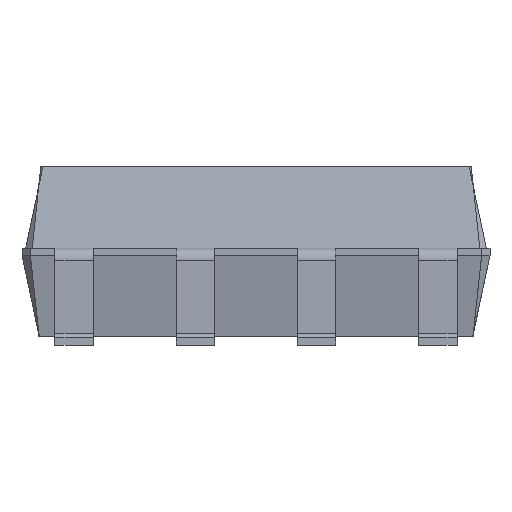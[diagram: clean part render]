
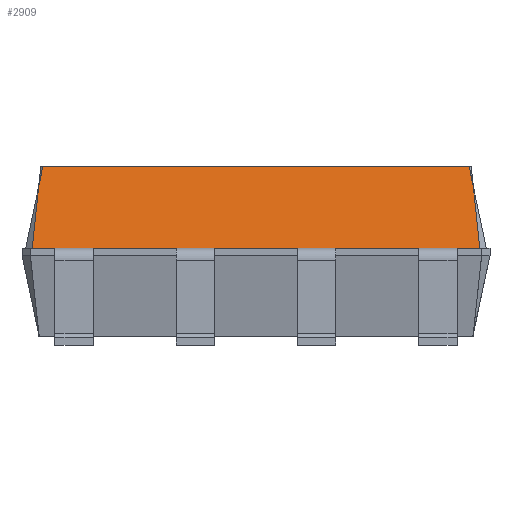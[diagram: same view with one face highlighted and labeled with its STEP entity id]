
A CAD part, left-side view. The second image highlights one B-rep face of the part: STEP entity #2909.
In plain terms, the highlighted free-form (B-spline) face has degree [1, 1] with [2, 2] control points.
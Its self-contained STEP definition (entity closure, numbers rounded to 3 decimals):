
#1970 = VERTEX_POINT('',#1971);
#1971 = CARTESIAN_POINT('',(-2.914,4.507,3.73));
#1977 = EDGE_CURVE('',#1978,#1970,#1980,.T.);
#1978 = VERTEX_POINT('',#1979);
#1979 = CARTESIAN_POINT('',(-2.914,-4.507,3.73));
#1980 = LINE('',#1981,#1982);
#1981 = CARTESIAN_POINT('',(-2.914,-4.507,3.73));
#1982 = VECTOR('',#1983,1.);
#1983 = DIRECTION('',(0.,1.,0.));
#2891 = VERTEX_POINT('',#2892);
#2892 = CARTESIAN_POINT('',(-3.275,4.688,2.03));
#2900 = EDGE_CURVE('',#2891,#1970,#2901,.T.);
#2901 = B_SPLINE_CURVE_WITH_KNOTS('',1,(#2902,#2903),.UNSPECIFIED.,.F.,
.F.,(2,2),(0.,1.),.PIECEWISE_BEZIER_KNOTS.);
#2902 = CARTESIAN_POINT('',(-3.275,4.688,2.03));
#2903 = CARTESIAN_POINT('',(-2.914,4.507,3.73));
#2909 = ADVANCED_FACE('',(#2910),#2991,.F.);
#2910 = FACE_BOUND('',#2911,.F.);
#2911 = EDGE_LOOP('',(#2912,#2922,#2930,#2938,#2946,#2954,#2962,#2970,
#2978,#2984,#2985,#2986));
#2912 = ORIENTED_EDGE('',*,*,#2913,.T.);
#2913 = EDGE_CURVE('',#2914,#2916,#2918,.T.);
#2914 = VERTEX_POINT('',#2915);
#2915 = CARTESIAN_POINT('',(-3.275,-4.688,2.03));
#2916 = VERTEX_POINT('',#2917);
#2917 = CARTESIAN_POINT('',(-3.275,-4.21,2.03));
#2918 = LINE('',#2919,#2920);
#2919 = CARTESIAN_POINT('',(-3.275,-4.688,2.03));
#2920 = VECTOR('',#2921,1.);
#2921 = DIRECTION('',(0.,1.,0.));
#2922 = ORIENTED_EDGE('',*,*,#2923,.T.);
#2923 = EDGE_CURVE('',#2916,#2924,#2926,.T.);
#2924 = VERTEX_POINT('',#2925);
#2925 = CARTESIAN_POINT('',(-3.275,-3.41,2.03));
#2926 = LINE('',#2927,#2928);
#2927 = CARTESIAN_POINT('',(-3.275,-4.688,2.03));
#2928 = VECTOR('',#2929,1.);
#2929 = DIRECTION('',(0.,1.,0.));
#2930 = ORIENTED_EDGE('',*,*,#2931,.T.);
#2931 = EDGE_CURVE('',#2924,#2932,#2934,.T.);
#2932 = VERTEX_POINT('',#2933);
#2933 = CARTESIAN_POINT('',(-3.275,-1.67,2.03));
#2934 = LINE('',#2935,#2936);
#2935 = CARTESIAN_POINT('',(-3.275,-4.688,2.03));
#2936 = VECTOR('',#2937,1.);
#2937 = DIRECTION('',(0.,1.,0.));
#2938 = ORIENTED_EDGE('',*,*,#2939,.T.);
#2939 = EDGE_CURVE('',#2932,#2940,#2942,.T.);
#2940 = VERTEX_POINT('',#2941);
#2941 = CARTESIAN_POINT('',(-3.275,-0.87,2.03));
#2942 = LINE('',#2943,#2944);
#2943 = CARTESIAN_POINT('',(-3.275,-4.688,2.03));
#2944 = VECTOR('',#2945,1.);
#2945 = DIRECTION('',(0.,1.,0.));
#2946 = ORIENTED_EDGE('',*,*,#2947,.T.);
#2947 = EDGE_CURVE('',#2940,#2948,#2950,.T.);
#2948 = VERTEX_POINT('',#2949);
#2949 = CARTESIAN_POINT('',(-3.275,0.87,2.03));
#2950 = LINE('',#2951,#2952);
#2951 = CARTESIAN_POINT('',(-3.275,-4.688,2.03));
#2952 = VECTOR('',#2953,1.);
#2953 = DIRECTION('',(0.,1.,0.));
#2954 = ORIENTED_EDGE('',*,*,#2955,.T.);
#2955 = EDGE_CURVE('',#2948,#2956,#2958,.T.);
#2956 = VERTEX_POINT('',#2957);
#2957 = CARTESIAN_POINT('',(-3.275,1.67,2.03));
#2958 = LINE('',#2959,#2960);
#2959 = CARTESIAN_POINT('',(-3.275,-4.688,2.03));
#2960 = VECTOR('',#2961,1.);
#2961 = DIRECTION('',(0.,1.,0.));
#2962 = ORIENTED_EDGE('',*,*,#2963,.T.);
#2963 = EDGE_CURVE('',#2956,#2964,#2966,.T.);
#2964 = VERTEX_POINT('',#2965);
#2965 = CARTESIAN_POINT('',(-3.275,3.41,2.03));
#2966 = LINE('',#2967,#2968);
#2967 = CARTESIAN_POINT('',(-3.275,-4.688,2.03));
#2968 = VECTOR('',#2969,1.);
#2969 = DIRECTION('',(0.,1.,0.));
#2970 = ORIENTED_EDGE('',*,*,#2971,.T.);
#2971 = EDGE_CURVE('',#2964,#2972,#2974,.T.);
#2972 = VERTEX_POINT('',#2973);
#2973 = CARTESIAN_POINT('',(-3.275,4.21,2.03));
#2974 = LINE('',#2975,#2976);
#2975 = CARTESIAN_POINT('',(-3.275,-4.688,2.03));
#2976 = VECTOR('',#2977,1.);
#2977 = DIRECTION('',(0.,1.,0.));
#2978 = ORIENTED_EDGE('',*,*,#2979,.T.);
#2979 = EDGE_CURVE('',#2972,#2891,#2980,.T.);
#2980 = LINE('',#2981,#2982);
#2981 = CARTESIAN_POINT('',(-3.275,-4.688,2.03));
#2982 = VECTOR('',#2983,1.);
#2983 = DIRECTION('',(0.,1.,0.));
#2984 = ORIENTED_EDGE('',*,*,#2900,.T.);
#2985 = ORIENTED_EDGE('',*,*,#1977,.F.);
#2986 = ORIENTED_EDGE('',*,*,#2987,.F.);
#2987 = EDGE_CURVE('',#2914,#1978,#2988,.T.);
#2988 = B_SPLINE_CURVE_WITH_KNOTS('',1,(#2989,#2990),.UNSPECIFIED.,.F.,
.F.,(2,2),(0.,1.),.PIECEWISE_BEZIER_KNOTS.);
#2989 = CARTESIAN_POINT('',(-3.275,-4.688,2.03));
#2990 = CARTESIAN_POINT('',(-2.914,-4.507,3.73));
#2991 = B_SPLINE_SURFACE_WITH_KNOTS('',1,1,(
(#2992,#2993)
,(#2994,#2995
)),.UNSPECIFIED.,.F.,.F.,.F.,(2,2),(2,2),(0.,9.375),(0.,1.
),.PIECEWISE_BEZIER_KNOTS.);
#2992 = CARTESIAN_POINT('',(-3.275,-4.688,2.03));
#2993 = CARTESIAN_POINT('',(-2.914,-4.507,3.73));
#2994 = CARTESIAN_POINT('',(-3.275,4.688,2.03));
#2995 = CARTESIAN_POINT('',(-2.914,4.507,3.73));
